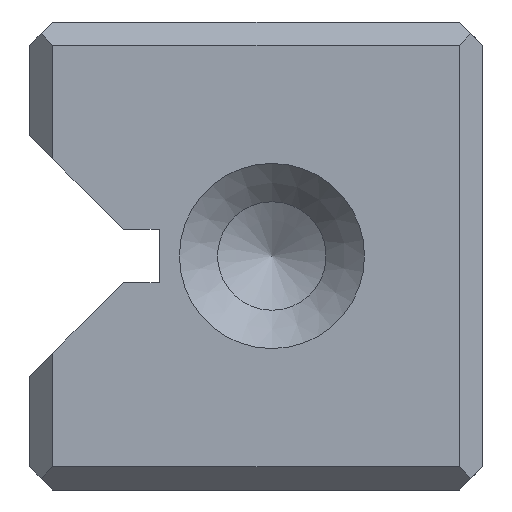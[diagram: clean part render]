
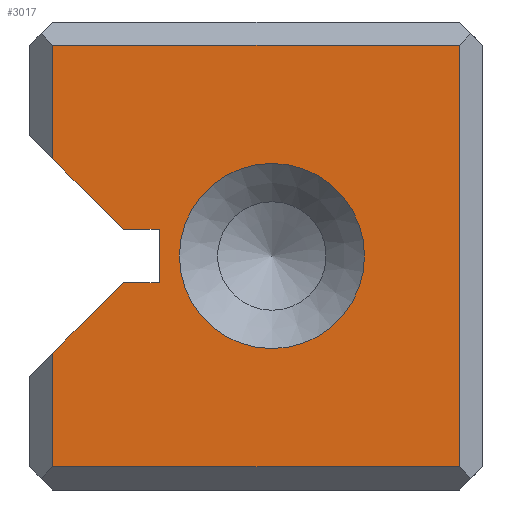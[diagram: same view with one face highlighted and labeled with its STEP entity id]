
A CAD part, left-side view. The second image highlights one B-rep face of the part: STEP entity #3017.
In plain terms, the highlighted planar face has unit normal (-1, 0, 0).
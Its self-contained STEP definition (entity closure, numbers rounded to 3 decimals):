
#3017=ADVANCED_FACE('',(#3929,#3930),#3398,.T.);
#3398=PLANE('',#9327);
#3644=CIRCLE('',#9326,4.35);
#3929=FACE_BOUND('',#4133,.T.);
#3930=FACE_BOUND('',#4134,.T.);
#4133=EDGE_LOOP('',(#4847));
#4134=EDGE_LOOP('',(#4848,#4849,#4850,#4851,#4852,#4853,#4854,#4855,#4856,
#4857));
#4847=ORIENTED_EDGE('',*,*,#7323,.T.);
#4848=ORIENTED_EDGE('',*,*,#7324,.T.);
#4849=ORIENTED_EDGE('',*,*,#7325,.T.);
#4850=ORIENTED_EDGE('',*,*,#7326,.T.);
#4851=ORIENTED_EDGE('',*,*,#7327,.T.);
#4852=ORIENTED_EDGE('',*,*,#7328,.F.);
#4853=ORIENTED_EDGE('',*,*,#7329,.F.);
#4854=ORIENTED_EDGE('',*,*,#7330,.F.);
#4855=ORIENTED_EDGE('',*,*,#7331,.F.);
#4856=ORIENTED_EDGE('',*,*,#7332,.T.);
#4857=ORIENTED_EDGE('',*,*,#7333,.T.);
#6683=VERTEX_POINT('',#11823);
#6684=VERTEX_POINT('',#11825);
#6685=VERTEX_POINT('',#11826);
#6686=VERTEX_POINT('',#11828);
#6687=VERTEX_POINT('',#11830);
#6688=VERTEX_POINT('',#11832);
#6689=VERTEX_POINT('',#11834);
#6690=VERTEX_POINT('',#11836);
#6691=VERTEX_POINT('',#11838);
#6692=VERTEX_POINT('',#11840);
#6693=VERTEX_POINT('',#11842);
#7323=EDGE_CURVE('',#6683,#6683,#3644,.T.);
#7324=EDGE_CURVE('',#6684,#6685,#8153,.T.);
#7325=EDGE_CURVE('',#6685,#6686,#8154,.T.);
#7326=EDGE_CURVE('',#6686,#6687,#8155,.T.);
#7327=EDGE_CURVE('',#6687,#6688,#8156,.T.);
#7328=EDGE_CURVE('',#6689,#6688,#8157,.T.);
#7329=EDGE_CURVE('',#6690,#6689,#8158,.T.);
#7330=EDGE_CURVE('',#6691,#6690,#8159,.T.);
#7331=EDGE_CURVE('',#6692,#6691,#8160,.T.);
#7332=EDGE_CURVE('',#6692,#6693,#8161,.T.);
#7333=EDGE_CURVE('',#6693,#6684,#8162,.T.);
#8153=LINE('',#11824,#8813);
#8154=LINE('',#11827,#8814);
#8155=LINE('',#11829,#8815);
#8156=LINE('',#11831,#8816);
#8157=LINE('',#11833,#8817);
#8158=LINE('',#11835,#8818);
#8159=LINE('',#11837,#8819);
#8160=LINE('',#11839,#8820);
#8161=LINE('',#11841,#8821);
#8162=LINE('',#11843,#8822);
#8813=VECTOR('',#9877,1.);
#8814=VECTOR('',#9878,1.);
#8815=VECTOR('',#9879,1.);
#8816=VECTOR('',#9880,1.);
#8817=VECTOR('',#9881,1.);
#8818=VECTOR('',#9882,1.);
#8819=VECTOR('',#9883,1.);
#8820=VECTOR('',#9884,1.);
#8821=VECTOR('',#9885,1.);
#8822=VECTOR('',#9886,1.);
#9326=AXIS2_PLACEMENT_3D('',#11822,#9875,#9876);
#9327=AXIS2_PLACEMENT_3D('',#11844,#9887,#9888);
#9875=DIRECTION('',(1.,0.,0.));
#9876=DIRECTION('',(0.,0.,-1.));
#9877=DIRECTION('',(0.,-1.,0.));
#9878=DIRECTION('',(0.,0.,1.));
#9879=DIRECTION('',(0.,1.,0.));
#9880=DIRECTION('',(0.,0.,-1.));
#9881=DIRECTION('',(0.,0.707,0.707));
#9882=DIRECTION('',(0.,1.,0.));
#9883=DIRECTION('',(0.,0.,1.));
#9884=DIRECTION('',(0.,-1.,0.));
#9885=DIRECTION('',(0.,0.707,-0.707));
#9886=DIRECTION('',(0.,0.,-1.));
#9887=DIRECTION('',(-1.,0.,0.));
#9888=DIRECTION('',(0.,0.,-1.));
#11822=CARTESIAN_POINT('',(0.,9.9,11.));
#11823=CARTESIAN_POINT('',(0.,9.9,6.65));
#11824=CARTESIAN_POINT('',(0.,10.65,1.1));
#11825=CARTESIAN_POINT('',(0.,20.2,1.1));
#11826=CARTESIAN_POINT('',(0.,1.1,1.1));
#11827=CARTESIAN_POINT('',(0.,1.1,0.));
#11828=CARTESIAN_POINT('',(0.,1.1,20.9));
#11829=CARTESIAN_POINT('',(0.,10.65,20.9));
#11830=CARTESIAN_POINT('',(0.,20.2,20.9));
#11831=CARTESIAN_POINT('',(0.,20.2,0.));
#11832=CARTESIAN_POINT('',(0.,20.2,15.564));
#11833=CARTESIAN_POINT('',(0.,7.643,3.007));
#11834=CARTESIAN_POINT('',(0.,16.886,12.25));
#11835=CARTESIAN_POINT('',(0.,10.65,12.25));
#11836=CARTESIAN_POINT('',(0.,15.2,12.25));
#11837=CARTESIAN_POINT('',(0.,15.2,0.));
#11838=CARTESIAN_POINT('',(0.,15.2,9.75));
#11839=CARTESIAN_POINT('',(0.,10.65,9.75));
#11840=CARTESIAN_POINT('',(0.,16.886,9.75));
#11841=CARTESIAN_POINT('',(0.,18.643,7.993));
#11842=CARTESIAN_POINT('',(0.,20.2,6.436));
#11843=CARTESIAN_POINT('',(0.,20.2,0.));
#11844=CARTESIAN_POINT('',(0.,10.65,0.));
